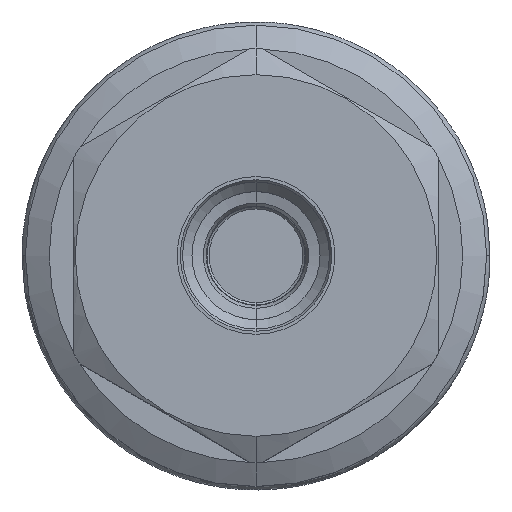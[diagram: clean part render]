
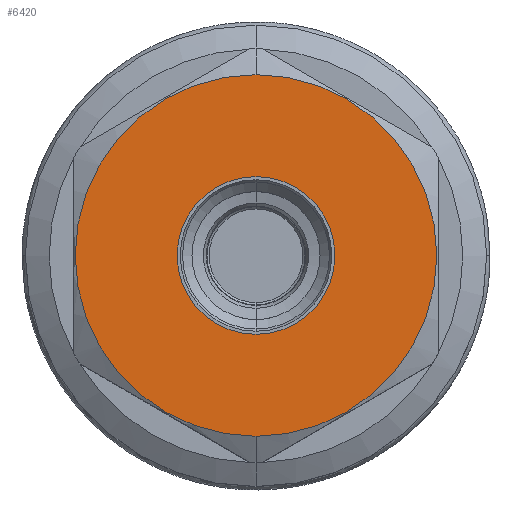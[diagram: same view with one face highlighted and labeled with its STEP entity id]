
A CAD part, top view. The second image highlights one B-rep face of the part: STEP entity #6420.
In plain terms, the highlighted planar face has unit normal (0, 0, 1).
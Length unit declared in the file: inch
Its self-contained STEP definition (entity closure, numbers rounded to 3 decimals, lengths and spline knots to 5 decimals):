
#2873=CARTESIAN_POINT('',(0.,0.,4.811));
#2874=DIRECTION('',(0.,0.,1.));
#2875=DIRECTION('',(0.,-1.,0.));
#2876=AXIS2_PLACEMENT_3D('',#2873,#2874,#2875);
#2878=CARTESIAN_POINT('',(0.,0.,4.811));
#2879=DIRECTION('',(0.,0.,1.));
#2880=DIRECTION('',(0.,1.,0.));
#2881=AXIS2_PLACEMENT_3D('',#2878,#2879,#2880);
#2883=CARTESIAN_POINT('',(0.,0.,4.811));
#2884=DIRECTION('',(0.,0.,1.));
#2885=DIRECTION('',(0.,-1.,0.));
#2886=AXIS2_PLACEMENT_3D('',#2883,#2884,#2885);
#2888=CARTESIAN_POINT('',(0.,0.,4.811));
#2889=DIRECTION('',(0.,0.,1.));
#2890=DIRECTION('',(0.,1.,0.));
#2891=AXIS2_PLACEMENT_3D('',#2888,#2889,#2890);
#3649=CARTESIAN_POINT('',(0.,-0.807,4.811));
#3650=CARTESIAN_POINT('',(0.,0.807,4.811));
#3651=VERTEX_POINT('',#3649);
#3652=VERTEX_POINT('',#3650);
#3741=CARTESIAN_POINT('',(0.,-0.352,4.811));
#3742=CARTESIAN_POINT('',(0.,0.352,4.811));
#3743=VERTEX_POINT('',#3741);
#3744=VERTEX_POINT('',#3742);
#6404=CARTESIAN_POINT('',(0.,0.,4.811));
#6405=DIRECTION('',(0.,0.,1.));
#6406=DIRECTION('',(0.,1.,0.));
#6407=AXIS2_PLACEMENT_3D('',#6404,#6405,#6406);
#6408=PLANE('',#6407);
#6410=ORIENTED_EDGE('',*,*,#6409,.F.);
#6412=ORIENTED_EDGE('',*,*,#6411,.F.);
#6413=EDGE_LOOP('',(#6410,#6412));
#6414=FACE_OUTER_BOUND('',#6413,.F.);
#6415=ORIENTED_EDGE('',*,*,#6394,.T.);
#6417=ORIENTED_EDGE('',*,*,#6416,.T.);
#6418=EDGE_LOOP('',(#6415,#6417));
#6419=FACE_BOUND('',#6418,.F.);
#6420=ADVANCED_FACE('',(#6414,#6419),#6408,.T.);
#2877=CIRCLE('',#2876,0.807);
#2882=CIRCLE('',#2881,0.807);
#2887=CIRCLE('',#2886,0.352);
#2892=CIRCLE('',#2891,0.352);
#6394=EDGE_CURVE('',#3743,#3744,#2887,.T.);
#6409=EDGE_CURVE('',#3651,#3652,#2877,.T.);
#6411=EDGE_CURVE('',#3652,#3651,#2882,.T.);
#6416=EDGE_CURVE('',#3744,#3743,#2892,.T.);
